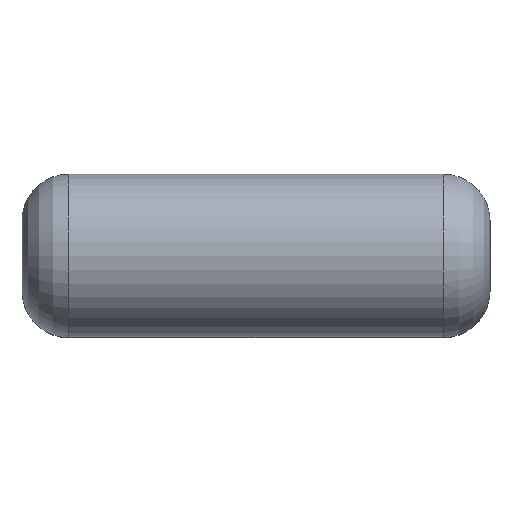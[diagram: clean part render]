
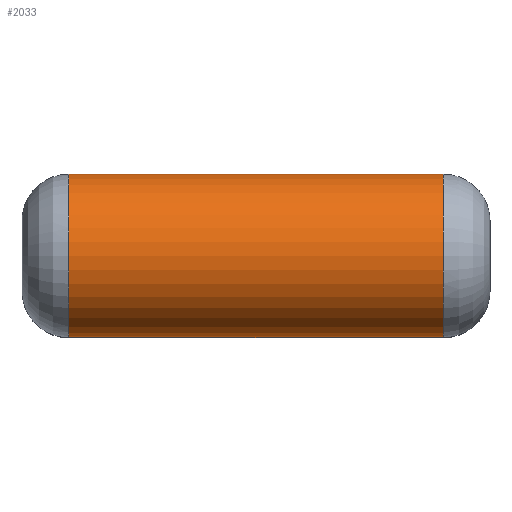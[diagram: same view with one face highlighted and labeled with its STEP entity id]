
A CAD part, top view. The second image highlights one B-rep face of the part: STEP entity #2033.
In plain terms, the highlighted cylindrical face has radius 2.2 mm (diameter 4.4 mm), a partial arc.
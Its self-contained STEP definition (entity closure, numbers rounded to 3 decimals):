
#1680=CARTESIAN_POINT('',(5.04,2.2,10.6));
#1681=VERTEX_POINT('',#1680);
#1723=CARTESIAN_POINT('',(-5.04,2.2,10.6));
#1724=VERTEX_POINT('',#1723);
#1890=CARTESIAN_POINT('',(5.04,-2.2,10.6));
#1891=VERTEX_POINT('',#1890);
#1918=CARTESIAN_POINT('',(-0.0,2.2,10.6));
#1919=DIRECTION('',(-1.0,0.0,-0.0));
#1920=VECTOR('',#1919,1.0);
#1921=LINE('',#1918,#1920);
#1922=EDGE_CURVE('n� 72',#1681,#1724,#1921,.T.);
#1932=CARTESIAN_POINT('',(-5.04,-2.2,10.6));
#1933=VERTEX_POINT('',#1932);
#1957=CARTESIAN_POINT('',(0.0,-2.2,10.6));
#1958=DIRECTION('',(1.0,0.0,-0.0));
#1959=VECTOR('',#1958,1.0);
#1960=LINE('',#1957,#1959);
#1961=EDGE_CURVE('n� 10',#1933,#1891,#1960,.T.);
#1978=CARTESIAN_POINT('',(5.04,-0.0,10.6));
#1979=DIRECTION('',(-1.0,-0.0,-0.0));
#1980=DIRECTION('',(0.0,1.0,0.0));
#1981=AXIS2_PLACEMENT_3D('',#1978,#1979,#1980);
#1982=CIRCLE('',#1981,2.2);
#1983=EDGE_CURVE('n� 14',#1891,#1681,#1982,.T.);
#1999=CARTESIAN_POINT('',(-5.04,-0.0,10.6));
#2000=DIRECTION('',(1.0,0.0,0.0));
#2001=DIRECTION('',(0.0,1.0,0.0));
#2002=AXIS2_PLACEMENT_3D('',#1999,#2000,#2001);
#2003=CIRCLE('',#2002,2.2);
#2004=EDGE_CURVE('n� 21',#1724,#1933,#2003,.T.);
#2022=ORIENTED_EDGE('',*,*,#1983,.T.);
#2023=ORIENTED_EDGE('',*,*,#1922,.T.);
#2024=ORIENTED_EDGE('',*,*,#2004,.T.);
#2025=ORIENTED_EDGE('',*,*,#1961,.T.);
#2026=EDGE_LOOP('',(#2022,#2023,#2024,#2025));
#2027=FACE_OUTER_BOUND('',#2026,.T.);
#2028=CARTESIAN_POINT('',(0.0,-0.0,10.6));
#2029=DIRECTION('',(1.0,0.0,0.0));
#2030=DIRECTION('',(0.0,1.0,0.0));
#2031=AXIS2_PLACEMENT_3D('',#2028,#2029,#2030);
#2032=CYLINDRICAL_SURFACE('',#2031,2.2);
#2033=ADVANCED_FACE('n� 2',(#2027),#2032,.T.);
